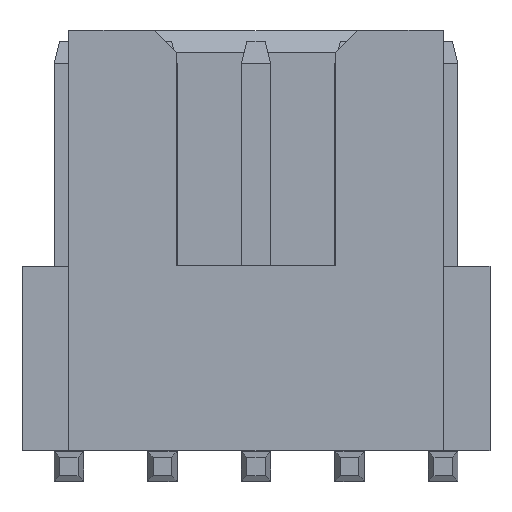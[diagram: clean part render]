
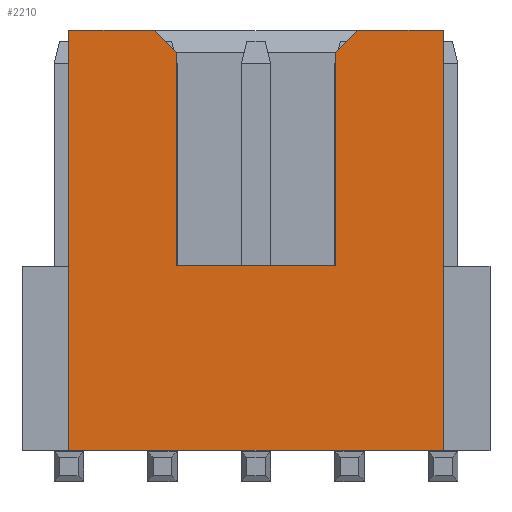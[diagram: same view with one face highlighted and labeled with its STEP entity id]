
A CAD part, top view. The second image highlights one B-rep face of the part: STEP entity #2210.
In plain terms, the highlighted planar face has unit normal (0, 0, 1).
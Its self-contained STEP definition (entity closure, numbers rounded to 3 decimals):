
#72=ORIENTED_EDGE('',*,*,#690,.F.);
#73=ORIENTED_EDGE('',*,*,#691,.T.);
#74=ORIENTED_EDGE('',*,*,#692,.T.);
#75=ORIENTED_EDGE('',*,*,#693,.F.);
#76=ORIENTED_EDGE('',*,*,#694,.F.);
#77=ORIENTED_EDGE('',*,*,#695,.T.);
#78=ORIENTED_EDGE('',*,*,#696,.F.);
#79=ORIENTED_EDGE('',*,*,#697,.F.);
#80=ORIENTED_EDGE('',*,*,#698,.F.);
#81=ORIENTED_EDGE('',*,*,#699,.F.);
#690=EDGE_CURVE('',#999,#1000,#1187,.T.);
#691=EDGE_CURVE('',#999,#1001,#1188,.T.);
#692=EDGE_CURVE('',#1001,#1002,#1189,.T.);
#693=EDGE_CURVE('',#1003,#1002,#1190,.T.);
#694=EDGE_CURVE('',#1004,#1003,#1191,.T.);
#695=EDGE_CURVE('',#1004,#1005,#1192,.T.);
#696=EDGE_CURVE('',#1006,#1005,#1193,.T.);
#697=EDGE_CURVE('',#1007,#1006,#1194,.T.);
#698=EDGE_CURVE('',#1008,#1007,#1195,.T.);
#699=EDGE_CURVE('',#1000,#1008,#1196,.T.);
#999=VERTEX_POINT('',#3092);
#1000=VERTEX_POINT('',#3093);
#1001=VERTEX_POINT('',#3095);
#1002=VERTEX_POINT('',#3097);
#1003=VERTEX_POINT('',#3099);
#1004=VERTEX_POINT('',#3101);
#1005=VERTEX_POINT('',#3103);
#1006=VERTEX_POINT('',#3105);
#1007=VERTEX_POINT('',#3107);
#1008=VERTEX_POINT('',#3109);
#1187=LINE('',#3091,#1492);
#1188=LINE('',#3094,#1493);
#1189=LINE('',#3096,#1494);
#1190=LINE('',#3098,#1495);
#1191=LINE('',#3100,#1496);
#1192=LINE('',#3102,#1497);
#1193=LINE('',#3104,#1498);
#1194=LINE('',#3106,#1499);
#1195=LINE('',#3108,#1500);
#1196=LINE('',#3110,#1501);
#1492=VECTOR('',#2506,1000.);
#1493=VECTOR('',#2507,1000.);
#1494=VECTOR('',#2508,1000.);
#1495=VECTOR('',#2509,1000.);
#1496=VECTOR('',#2510,1000.);
#1497=VECTOR('',#2511,1000.);
#1498=VECTOR('',#2512,1000.);
#1499=VECTOR('',#2513,1000.);
#1500=VECTOR('',#2514,1000.);
#1501=VECTOR('',#2515,1000.);
#1797=EDGE_LOOP('',(#72,#73,#74,#75,#76,#77,#78,#79,#80,#81));
#1942=FACE_BOUND('',#1797,.T.);
#2087=PLANE('',#2362);
#2210=ADVANCED_FACE('',(#1942),#2087,.F.);
#2362=AXIS2_PLACEMENT_3D('',#3090,#2504,#2505);
#2504=DIRECTION('',(0.,0.,-1.));
#2505=DIRECTION('',(-1.,0.,0.));
#2506=DIRECTION('',(0.707,-0.707,0.));
#2507=DIRECTION('',(-1.,0.,0.));
#2508=DIRECTION('',(0.,-1.,0.));
#2509=DIRECTION('',(-1.,0.,0.));
#2510=DIRECTION('',(0.,-1.,0.));
#2511=DIRECTION('',(-1.,0.,0.));
#2512=DIRECTION('',(0.707,0.707,0.));
#2513=DIRECTION('',(0.,1.,0.));
#2514=DIRECTION('',(1.,0.,0.));
#2515=DIRECTION('',(0.,-1.,0.));
#3090=CARTESIAN_POINT('',(5.715,5.7,2.54));
#3091=CARTESIAN_POINT('',(3.755,3.74,2.54));
#3092=CARTESIAN_POINT('',(1.795,5.7,2.54));
#3093=CARTESIAN_POINT('',(2.095,5.4,2.54));
#3094=CARTESIAN_POINT('',(5.715,5.7,2.54));
#3095=CARTESIAN_POINT('',(0.635,5.7,2.54));
#3096=CARTESIAN_POINT('',(0.635,5.7,2.54));
#3097=CARTESIAN_POINT('',(0.635,0.,2.54));
#3098=CARTESIAN_POINT('',(5.715,0.,2.54));
#3099=CARTESIAN_POINT('',(5.715,0.,2.54));
#3100=CARTESIAN_POINT('',(5.715,5.7,2.54));
#3101=CARTESIAN_POINT('',(5.715,5.7,2.54));
#3102=CARTESIAN_POINT('',(5.715,5.7,2.54));
#3103=CARTESIAN_POINT('',(4.555,5.7,2.54));
#3104=CARTESIAN_POINT('',(5.135,6.28,2.54));
#3105=CARTESIAN_POINT('',(4.255,5.4,2.54));
#3106=CARTESIAN_POINT('',(4.255,5.7,2.54));
#3107=CARTESIAN_POINT('',(4.255,2.5,2.54));
#3108=CARTESIAN_POINT('',(5.715,2.5,2.54));
#3109=CARTESIAN_POINT('',(2.095,2.5,2.54));
#3110=CARTESIAN_POINT('',(2.095,5.7,2.54));
